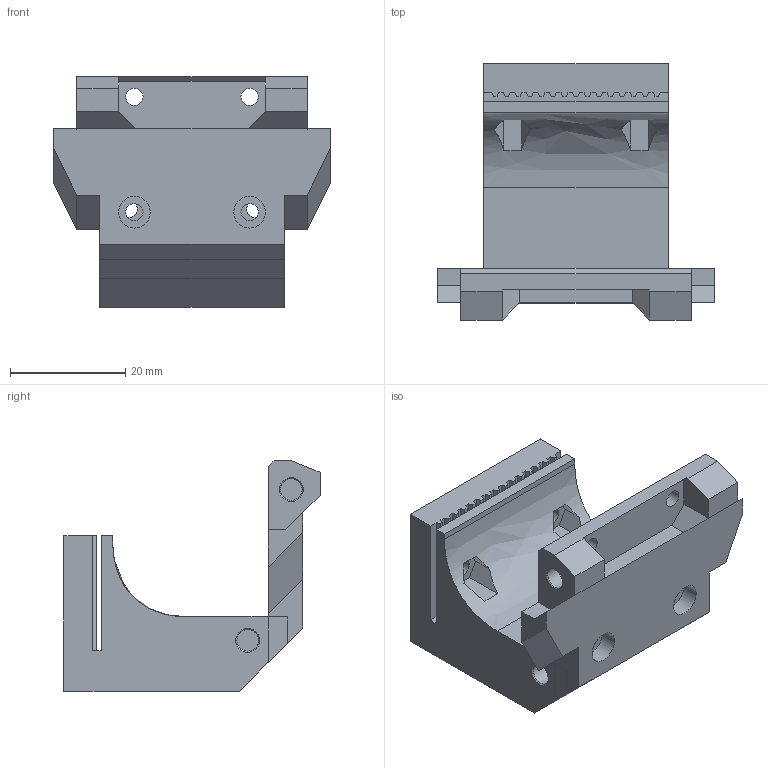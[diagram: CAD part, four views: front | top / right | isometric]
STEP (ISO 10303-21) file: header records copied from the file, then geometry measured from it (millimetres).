
FILE_DESCRIPTION(/* description */ (''),/* implementation_level */ '2;1');
FILE_NAME(/* name */ 'mount 6mm.step',/* time_stamp */ '2022-10-10T10:05:29+03:00',/* author */ (''),/* organization */ (''),/* preprocessor_version */ 'ST-DEVELOPER v19',/* originating_system */ 'Autodesk Translation Framework v11.7.0.108',/* authorisation */ '');
FILE_SCHEMA (('AUTOMOTIVE_DESIGN { 1 0 10303 214 3 1 1 }'));
Length unit declared in the file: millimetre
Products named in the file (3): Box Crossbeam v9 fork ORBITER; Stock Belt 6mm; Box mount
Assembly tree (2 placements, depth 2):
  Box Crossbeam v9 fork ORBITER
    Stock Belt 6mm
    Box mount
Bounding box: 48 x 44.45 x 40 mm (x, y, z)
Volume: 25502.8 mm3; surface area: 10993.7 mm2
Topology: 2 solids, 2 shells, 184 faces, 506 edges, 326 vertices
Faces by surface type: plane 161, cylinder 18, cone 4, bspline 1
Full cylindrical faces by diameter (mm): 3 x4, 3.75 x4, 5.5 x2
Entity records: 5906 total; most frequent: CARTESIAN_POINT 1122, ORIENTED_EDGE 1012, DIRECTION 906, EDGE_CURVE 506, LINE 450, VECTOR 450, VERTEX_POINT 326, AXIS2_PLACEMENT_3D 228
